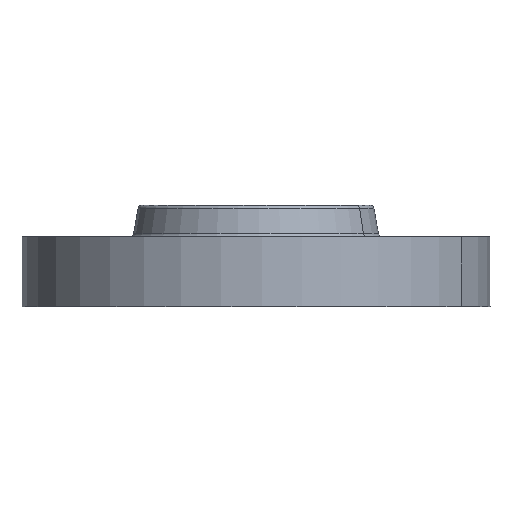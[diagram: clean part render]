
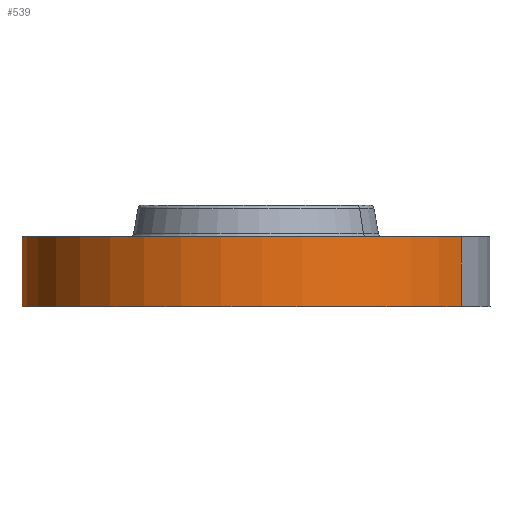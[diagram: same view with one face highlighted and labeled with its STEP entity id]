
A CAD part, left-side view. The second image highlights one B-rep face of the part: STEP entity #539.
In plain terms, the highlighted cylindrical face has radius 95.25 mm (diameter 190.5 mm), a partial arc.
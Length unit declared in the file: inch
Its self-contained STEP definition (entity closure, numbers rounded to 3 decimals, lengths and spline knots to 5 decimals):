
#275=AXIS2_PLACEMENT_3D('Circle Axis2P3D',#273,#274,$) ;
#512=AXIS2_PLACEMENT_3D('Cylinder Axis2P3D',#509,#510,#511) ;
#523=AXIS2_PLACEMENT_3D('Circle Axis2P3D',#521,#522,$) ;
#273=CARTESIAN_POINT('Axis2P3D Location',(0.,0.,0.)) ;
#277=CARTESIAN_POINT('Vertex',(-1.79785,-3.29093,0.)) ;
#279=CARTESIAN_POINT('Vertex',(1.79785,3.29093,0.)) ;
#509=CARTESIAN_POINT('Axis2P3D Location',(0.,0.,0.81)) ;
#514=CARTESIAN_POINT('Line Origine',(-1.79785,-3.29093,0.56)) ;
#518=CARTESIAN_POINT('Vertex',(-1.79785,-3.29093,1.12)) ;
#521=CARTESIAN_POINT('Axis2P3D Location',(0.,0.,1.12)) ;
#525=CARTESIAN_POINT('Vertex',(1.79785,3.29093,1.12)) ;
#528=CARTESIAN_POINT('Line Origine',(1.79785,3.29093,0.56)) ;
#274=DIRECTION('Axis2P3D Direction',(0.,0.,-0.039)) ;
#510=DIRECTION('Axis2P3D Direction',(0.,0.,-0.039)) ;
#511=DIRECTION('Axis2P3D XDirection',(-0.019,-0.035,0.)) ;
#515=DIRECTION('Vector Direction',(0.,0.,-0.039)) ;
#522=DIRECTION('Axis2P3D Direction',(0.,0.,-0.039)) ;
#529=DIRECTION('Vector Direction',(0.,0.,-0.039)) ;
#516=VECTOR('Line Direction',#515,0.03937) ;
#530=VECTOR('Line Direction',#529,0.03937) ;
#534=ORIENTED_EDGE('',*,*,#281,.F.) ;
#535=ORIENTED_EDGE('',*,*,#520,.T.) ;
#536=ORIENTED_EDGE('',*,*,#527,.T.) ;
#537=ORIENTED_EDGE('',*,*,#532,.F.) ;
#539=ADVANCED_FACE('PartBody',(#538),#513,.T.) ;
#276=CIRCLE('generated circle',#275,3.75) ;
#524=CIRCLE('generated circle',#523,3.75) ;
#513=CYLINDRICAL_SURFACE('generated cylinder',#512,3.75) ;
#281=EDGE_CURVE('',#278,#280,#276,.T.) ;
#520=EDGE_CURVE('',#278,#519,#517,.F.) ;
#527=EDGE_CURVE('',#519,#526,#524,.T.) ;
#532=EDGE_CURVE('',#280,#526,#531,.F.) ;
#533=EDGE_LOOP('',(#534,#535,#536,#537)) ;
#538=FACE_OUTER_BOUND('',#533,.T.) ;
#517=LINE('Line',#514,#516) ;
#531=LINE('Line',#528,#530) ;
#278=VERTEX_POINT('',#277) ;
#280=VERTEX_POINT('',#279) ;
#519=VERTEX_POINT('',#518) ;
#526=VERTEX_POINT('',#525) ;
